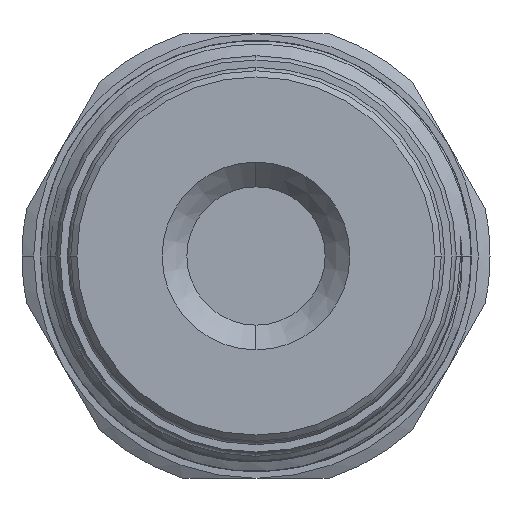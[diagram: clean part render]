
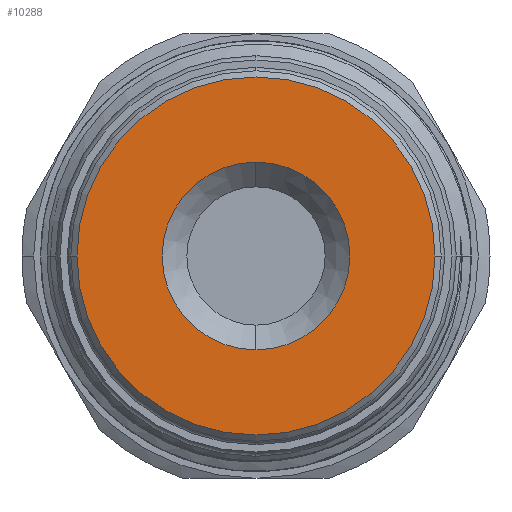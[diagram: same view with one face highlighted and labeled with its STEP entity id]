
A CAD part, left-side view. The second image highlights one B-rep face of the part: STEP entity #10288.
In plain terms, the highlighted planar face has unit normal (-1, 0, 0).
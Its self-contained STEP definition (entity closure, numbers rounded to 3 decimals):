
#424 = CIRCLE ( 'NONE', #7725, 7.6 ) ;
#1019 = CARTESIAN_POINT ( 'NONE',  ( -47.8, -14.5, 0. ) ) ;
#1346 = DIRECTION ( 'NONE',  ( 0., 1., 0. ) ) ;
#1388 = DIRECTION ( 'NONE',  ( 1., 0., 0. ) ) ;
#1602 = DIRECTION ( 'NONE',  ( 0., 1., 0. ) ) ;
#1688 = CARTESIAN_POINT ( 'NONE',  ( -47.8, 0., 0. ) ) ;
#2464 = EDGE_CURVE ( 'NONE', #11818, #5812, #4374, .T. ) ;
#2540 = DIRECTION ( 'NONE',  ( -1., 0., 0. ) ) ;
#2945 = ORIENTED_EDGE ( 'NONE', *, *, #7904, .T. ) ;
#2977 = AXIS2_PLACEMENT_3D ( 'NONE', #3653, #2540, #11830 ) ;
#3008 = VERTEX_POINT ( 'NONE', #1019 ) ;
#3653 = CARTESIAN_POINT ( 'NONE',  ( -47.8, 0., 0. ) ) ;
#3889 = AXIS2_PLACEMENT_3D ( 'NONE', #6353, #7365, #12625 ) ;
#4002 = ORIENTED_EDGE ( 'NONE', *, *, #9588, .T. ) ;
#4374 = CIRCLE ( 'NONE', #3889, 7.6 ) ;
#5042 = CARTESIAN_POINT ( 'NONE',  ( -47.8, 0., -7.6 ) ) ;
#5596 = ORIENTED_EDGE ( 'NONE', *, *, #2464, .T. ) ;
#5812 = VERTEX_POINT ( 'NONE', #9916 ) ;
#6353 = CARTESIAN_POINT ( 'NONE',  ( -47.8, 0., 0. ) ) ;
#7130 = CIRCLE ( 'NONE', #11152, 14.5 ) ;
#7365 = DIRECTION ( 'NONE',  ( 1., 0., 0. ) ) ;
#7405 = EDGE_CURVE ( 'NONE', #3008, #9596, #7130, .T. ) ;
#7725 = AXIS2_PLACEMENT_3D ( 'NONE', #12649, #1388, #8552 ) ;
#7898 = FACE_OUTER_BOUND ( 'NONE', #11071, .T. ) ;
#7904 = EDGE_CURVE ( 'NONE', #5812, #11818, #424, .T. ) ;
#8552 = DIRECTION ( 'NONE',  ( 0., 1., 0. ) ) ;
#8881 = DIRECTION ( 'NONE',  ( -1., 0., 0. ) ) ;
#9588 = EDGE_CURVE ( 'NONE', #9596, #3008, #10922, .T. ) ;
#9596 = VERTEX_POINT ( 'NONE', #11783 ) ;
#9916 = CARTESIAN_POINT ( 'NONE',  ( -47.8, 0., 7.6 ) ) ;
#10160 = AXIS2_PLACEMENT_3D ( 'NONE', #12591, #11638, #1346 ) ;
#10288 = ADVANCED_FACE ( 'NONE', ( #7898, #12084 ), #10445, .F. ) ;
#10445 = PLANE ( 'NONE',  #10160 ) ;
#10687 = ORIENTED_EDGE ( 'NONE', *, *, #7405, .T. ) ;
#10865 = EDGE_LOOP ( 'NONE', ( #2945, #5596 ) ) ;
#10922 = CIRCLE ( 'NONE', #2977, 14.5 ) ;
#11071 = EDGE_LOOP ( 'NONE', ( #4002, #10687 ) ) ;
#11152 = AXIS2_PLACEMENT_3D ( 'NONE', #1688, #8881, #1602 ) ;
#11638 = DIRECTION ( 'NONE',  ( 1., 0., 0. ) ) ;
#11783 = CARTESIAN_POINT ( 'NONE',  ( -47.8, 14.5, 0. ) ) ;
#11818 = VERTEX_POINT ( 'NONE', #5042 ) ;
#11830 = DIRECTION ( 'NONE',  ( 0., 1., 0. ) ) ;
#12084 = FACE_BOUND ( 'NONE', #10865, .T. ) ;
#12591 = CARTESIAN_POINT ( 'NONE',  ( -47.8, 0., 0. ) ) ;
#12625 = DIRECTION ( 'NONE',  ( 0., 1., 0. ) ) ;
#12649 = CARTESIAN_POINT ( 'NONE',  ( -47.8, 0., 0. ) ) ;
